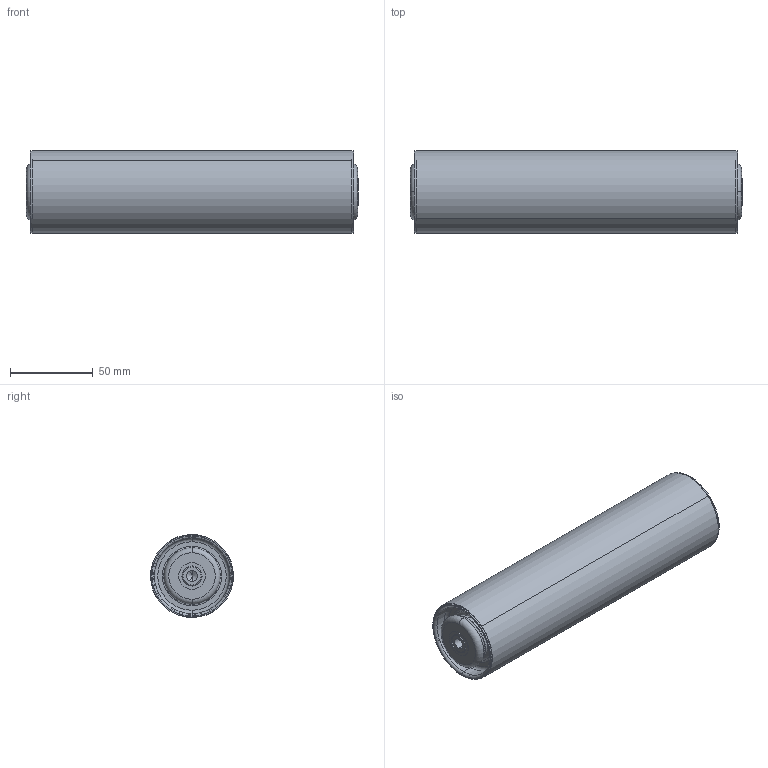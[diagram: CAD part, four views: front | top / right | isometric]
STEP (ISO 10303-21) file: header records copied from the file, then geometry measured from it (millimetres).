
FILE_DESCRIPTION (( 'STEP AP214' ), '1' );
FILE_NAME ('0022776.step', '2021-06-10T12:00:52', ( '' ), ( '' ), 'SwSTEP 2.0', 'SolidWorks 2020', '' );
FILE_SCHEMA (( 'AUTOMOTIVE_DESIGN' ));
Length unit declared in the file: millimetre
Products named in the file (5): 0024178_Passscheibe_DIN988_12x18x1; 0026293_Typ-TRG-50x1,5-12; 0022776; 0039780-Achse-ST-Ø12-KFG_IGM8-AL=200; 0039771_Tragrollenrohr-Ø50x1,5STI_KFG_EL200
Assembly tree (6 placements, depth 2):
  0022776
    0039780-Achse-ST-Ø12-KFG_IGM8-AL=200
    0026293_Typ-TRG-50x1,5-12  x2
    0039771_Tragrollenrohr-Ø50x1,5STI_KFG_EL200
    0024178_Passscheibe_DIN988_12x18x1  x2
Bounding box: 200 x 50 x 50 mm (x, y, z)
Volume: 81859.8 mm3; surface area: 97628.8 mm2
Topology: 30 solids, 30 shells, 498 faces, 1310 edges, 838 vertices
Faces by surface type: torus 116, sphere 112, cylinder 102, plane 92, cone 76
Entity records: 11292 total; most frequent: CARTESIAN_POINT 2263, DIRECTION 1444, ORIENTED_EDGE 1220, AXIS2_PLACEMENT_3D 685, EDGE_CURVE 610, CIRCLE 416, VERTEX_POINT 392, EDGE_LOOP 284
